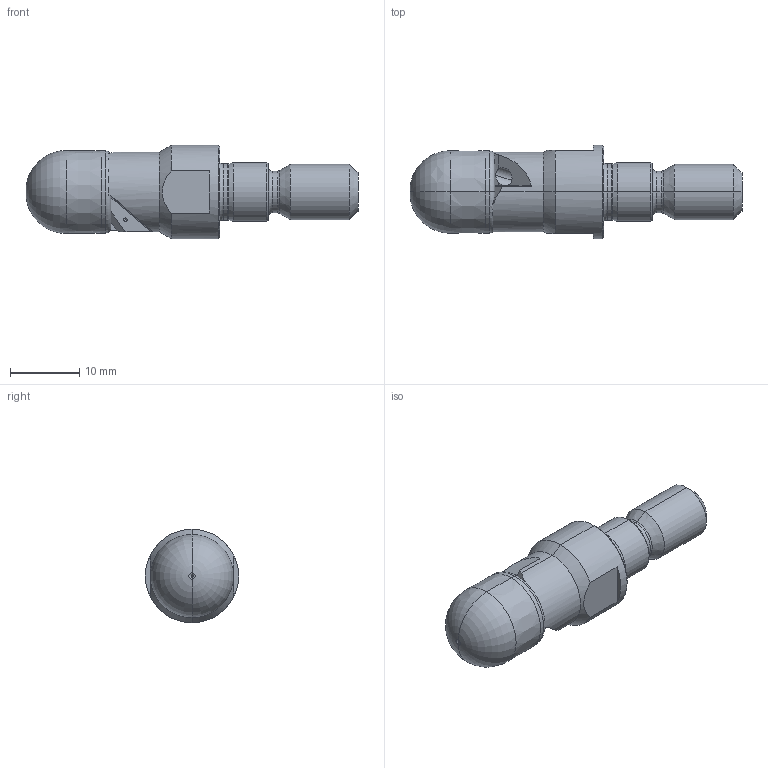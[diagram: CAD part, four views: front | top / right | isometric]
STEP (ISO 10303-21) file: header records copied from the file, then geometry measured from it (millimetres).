
FILE_DESCRIPTION (( 'STEP AP214' ), '1' );
FILE_NAME ('EKF-12-28-K01-M8.STEP', '2019-08-14T06:33:21', ( '' ), ( '' ), 'SwSTEP 2.0', 'SolidWorks 2019', '' );
FILE_SCHEMA (( 'AUTOMOTIVE_DESIGN' ));
Length unit declared in the file: millimetre
Products named in the file (1): EKF-12-28-K01-M8
Bounding box: 48 x 13.5 x 13.5 mm (x, y, z)
Volume: 3736.7 mm3; surface area: 2162 mm2
Topology: 1 solids, 1 shells, 111 faces, 269 edges, 162 vertices
Faces by surface type: cone 30, plane 29, torus 25, cylinder 25, bspline 2
Entity records: 3830 total; most frequent: CARTESIAN_POINT 1066, ORIENTED_EDGE 534, DIRECTION 533, EDGE_CURVE 267, AXIS2_PLACEMENT_3D 226, VERTEX_POINT 162, EDGE_LOOP 117, CIRCLE 116
